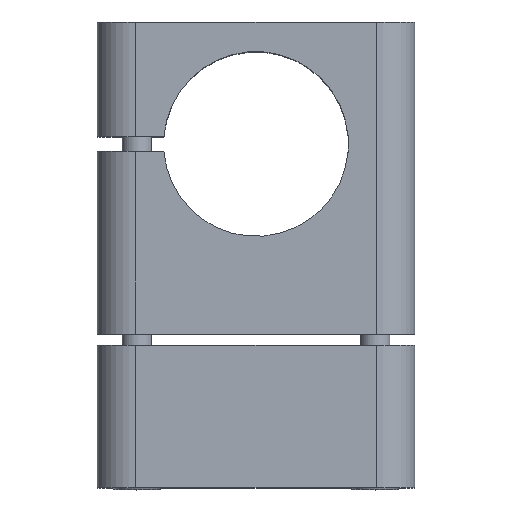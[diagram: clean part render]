
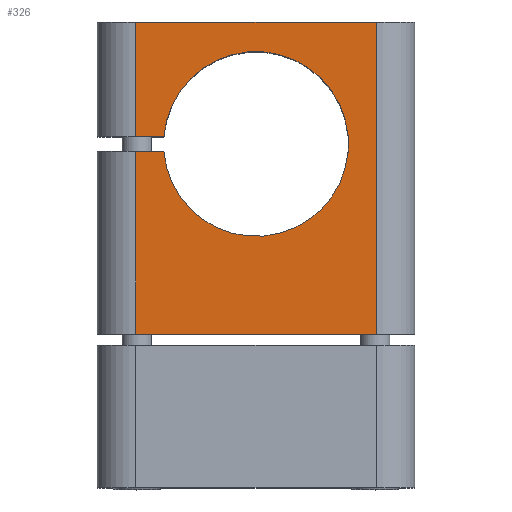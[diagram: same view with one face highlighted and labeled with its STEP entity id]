
A CAD part, top view. The second image highlights one B-rep face of the part: STEP entity #326.
In plain terms, the highlighted planar face has unit normal (0, 0, 1).
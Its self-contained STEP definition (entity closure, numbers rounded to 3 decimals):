
#326 = ADVANCED_FACE( '', ( #803 ), #804, .F. );
#803 = FACE_OUTER_BOUND( '', #1462, .T. );
#804 = PLANE( '', #1463 );
#1462 = EDGE_LOOP( '', ( #2376, #2377, #2378, #2379, #2380, #2381, #2382, #2383 ) );
#1463 = AXIS2_PLACEMENT_3D( '', #2384, #2385, #2386 );
#2376 = ORIENTED_EDGE( '', *, *, #3657, .F. );
#2377 = ORIENTED_EDGE( '', *, *, #3658, .F. );
#2378 = ORIENTED_EDGE( '', *, *, #3659, .T. );
#2379 = ORIENTED_EDGE( '', *, *, #3660, .F. );
#2380 = ORIENTED_EDGE( '', *, *, #3653, .F. );
#2381 = ORIENTED_EDGE( '', *, *, #3619, .F. );
#2382 = ORIENTED_EDGE( '', *, *, #3661, .T. );
#2383 = ORIENTED_EDGE( '', *, *, #3532, .T. );
#2384 = CARTESIAN_POINT( '', ( -32.5, 33., 86. ) );
#2385 = DIRECTION( '', ( 0., 0., -1. ) );
#2386 = DIRECTION( '', ( -1., 0., 0. ) );
#3532 = EDGE_CURVE( '', #4191, #4189, #4192, .T. );
#3619 = EDGE_CURVE( '', #4337, #4339, #4340, .T. );
#3653 = EDGE_CURVE( '', #4339, #4390, #4393, .T. );
#3657 = EDGE_CURVE( '', #4398, #4189, #4399, .T. );
#3658 = EDGE_CURVE( '', #4400, #4398, #4401, .T. );
#3659 = EDGE_CURVE( '', #4400, #4402, #4403, .T. );
#3660 = EDGE_CURVE( '', #4390, #4402, #4404, .T. );
#3661 = EDGE_CURVE( '', #4337, #4191, #4405, .T. );
#4189 = VERTEX_POINT( '', #5099 );
#4191 = VERTEX_POINT( '', #5102 );
#4192 = LINE( '', #5103, #5104 );
#4337 = VERTEX_POINT( '', #5290 );
#4339 = VERTEX_POINT( '', #5292 );
#4340 = LINE( '', #5293, #5294 );
#4390 = VERTEX_POINT( '', #5358 );
#4393 = LINE( '', #5362, #5363 );
#4398 = VERTEX_POINT( '', #5368 );
#4399 = CIRCLE( '', #5369, 25. );
#4400 = VERTEX_POINT( '', #5370 );
#4401 = LINE( '', #5371, #5372 );
#4402 = VERTEX_POINT( '', #5373 );
#4403 = LINE( '', #5374, #5375 );
#4404 = LINE( '', #5376, #5377 );
#4405 = LINE( '', #5378, #5379 );
#5099 = CARTESIAN_POINT( '', ( -24.92, 2., 86. ) );
#5102 = CARTESIAN_POINT( '', ( -32.5, 2., 86. ) );
#5103 = CARTESIAN_POINT( '', ( -44., 2., 86. ) );
#5104 = VECTOR( '', #6197, 1000. );
#5290 = CARTESIAN_POINT( '', ( -32.5, 33., 86. ) );
#5292 = CARTESIAN_POINT( '', ( 32.5, 33., 86. ) );
#5293 = CARTESIAN_POINT( '', ( -32.5, 33., 86. ) );
#5294 = VECTOR( '', #6317, 1000. );
#5358 = CARTESIAN_POINT( '', ( 32.5, -51.5, 86. ) );
#5362 = CARTESIAN_POINT( '', ( 32.5, 33., 86. ) );
#5363 = VECTOR( '', #6363, 1000. );
#5368 = CARTESIAN_POINT( '', ( -24.92, -2., 86. ) );
#5369 = AXIS2_PLACEMENT_3D( '', #6367, #6368, #6369 );
#5370 = CARTESIAN_POINT( '', ( -32.5, -2., 86. ) );
#5371 = CARTESIAN_POINT( '', ( -44., -2., 86. ) );
#5372 = VECTOR( '', #6370, 1000. );
#5373 = CARTESIAN_POINT( '', ( -32.5, -51.5, 86. ) );
#5374 = CARTESIAN_POINT( '', ( -32.5, 33., 86. ) );
#5375 = VECTOR( '', #6371, 1000. );
#5376 = CARTESIAN_POINT( '', ( 2., -51.5, 86. ) );
#5377 = VECTOR( '', #6372, 1000. );
#5378 = CARTESIAN_POINT( '', ( -32.5, 33., 86. ) );
#5379 = VECTOR( '', #6373, 1000. );
#6197 = DIRECTION( '', ( 1., 0., 0. ) );
#6317 = DIRECTION( '', ( 1., 0., 0. ) );
#6363 = DIRECTION( '', ( 0., -1., 0. ) );
#6367 = CARTESIAN_POINT( '', ( 0., 0., 86. ) );
#6368 = DIRECTION( '', ( 0., 0., 1. ) );
#6369 = DIRECTION( '', ( 1., 0., 0. ) );
#6370 = DIRECTION( '', ( 1., 0., 0. ) );
#6371 = DIRECTION( '', ( 0., -1., 0. ) );
#6372 = DIRECTION( '', ( -1., 0., 0. ) );
#6373 = DIRECTION( '', ( 0., -1., 0. ) );
